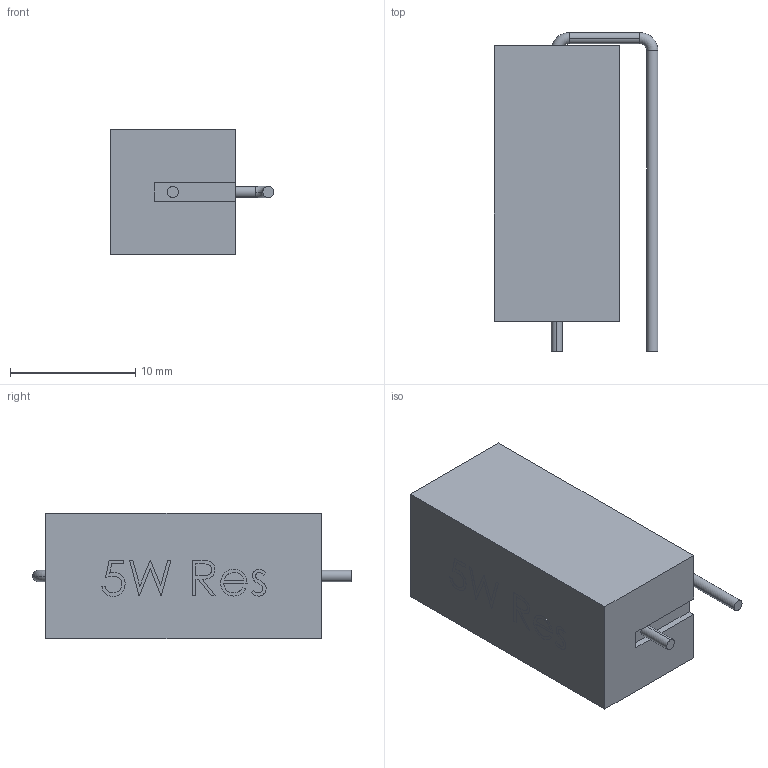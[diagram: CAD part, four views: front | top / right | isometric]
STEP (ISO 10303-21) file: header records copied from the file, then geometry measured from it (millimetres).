
FILE_DESCRIPTION (( 'STEP AP214' ), '1' );
FILE_NAME ('80451785-C361-499C-BA5B-CBCAA304053D.STEP', '2009-04-26T00:24:43', ( 'SysAdmin' ), ( 'SolidWorks' ), 'SwSTEP 2.0', 'SolidWorks 2009', '' );
FILE_SCHEMA (( 'AUTOMOTIVE_DESIGN' ));
Length unit declared in the file: millimetre
Products named in the file (1): 80451785-C361-499C-BA5B-CBCAA304053D
Bounding box: 13.08 x 25.45 x 10 mm (x, y, z)
Volume: 2181.8 mm3; surface area: 1207.7 mm2
Topology: 2 solids, 2 shells, 124 faces, 331 edges, 220 vertices
Faces by surface type: plane 72, bspline 40, cylinder 8, torus 4
Entity records: 6168 total; most frequent: CARTESIAN_POINT 2748, ORIENTED_EDGE 662, DIRECTION 447, EDGE_CURVE 331, VECTOR 225, LINE 225, VERTEX_POINT 220, EDGE_LOOP 133
